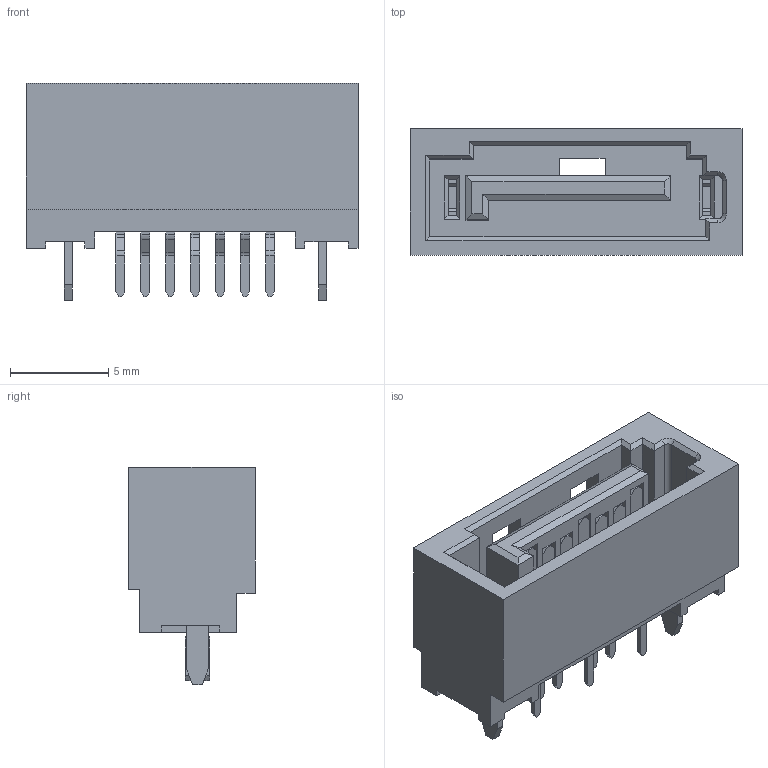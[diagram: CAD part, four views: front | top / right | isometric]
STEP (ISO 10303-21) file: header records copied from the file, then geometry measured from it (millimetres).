
FILE_DESCRIPTION(('STEP AP242'),'1');
FILE_NAME('67800-8005.stp','2020-10-13T11:52:12',('TraceParts'),('TraceParts S.A.'),'Spatial InterOp 3D',' ',' ');
FILE_SCHEMA(('AP242_MANAGED_MODEL_BASED_3D_ENGINEERING_MIM_LF {1 0 10303 442 1 1 4}'));
Length unit declared in the file: millimetre
Products named in the file (1): 67800-8005_1
Bounding box: 16.9 x 6.45 x 11.05 mm (x, y, z)
Volume: 484.2 mm3; surface area: 1029 mm2
Topology: 1 solids, 1 shells, 306 faces, 876 edges, 596 vertices
Faces by surface type: plane 274, cylinder 30, cone 2
Entity records: 9834 total; most frequent: CARTESIAN_POINT 1744, ORIENTED_EDGE 1716, DIRECTION 1572, EDGE_CURVE 858, LINE 796, VECTOR 796, VERTEX_POINT 560, AXIS2_PLACEMENT_3D 388
